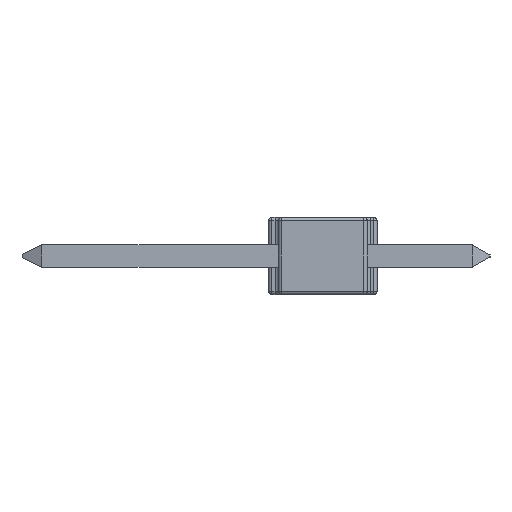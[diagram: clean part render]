
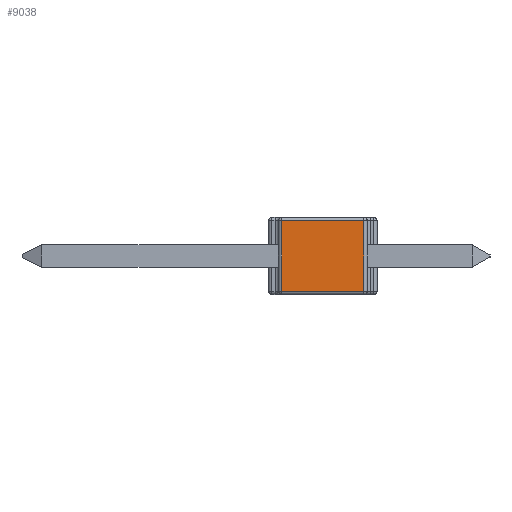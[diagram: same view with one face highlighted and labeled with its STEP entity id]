
A CAD part, left-side view. The second image highlights one B-rep face of the part: STEP entity #9038.
In plain terms, the highlighted planar face has unit normal (-1, 0, 0).
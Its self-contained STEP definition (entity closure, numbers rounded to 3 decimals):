
#427 = CARTESIAN_POINT ( 'NONE',  ( -24.005, -2.6, 1.07 ) ) ;
#553 = CARTESIAN_POINT ( 'NONE',  ( -24.005, -2.6, 1.17 ) ) ;
#703 = PLANE ( 'NONE',  #17083 ) ;
#1672 = EDGE_CURVE ( 'NONE', #8407, #13648, #16713, .T. ) ;
#2163 = DIRECTION ( 'NONE',  ( -1., 0., 0. ) ) ;
#2649 = ORIENTED_EDGE ( 'NONE', *, *, #1672, .T. ) ;
#2933 = DIRECTION ( 'NONE',  ( 0., -1., 0. ) ) ;
#3027 = LINE ( 'NONE', #15374, #19460 ) ;
#4094 = CARTESIAN_POINT ( 'NONE',  ( -24.005, -0.1, -1.17 ) ) ;
#4493 = VECTOR ( 'NONE', #13615, 1000. ) ;
#5763 = CARTESIAN_POINT ( 'NONE',  ( -24.005, -0.1, -1.07 ) ) ;
#5826 = DIRECTION ( 'NONE',  ( 0., 1., 0. ) ) ;
#6839 = ORIENTED_EDGE ( 'NONE', *, *, #8620, .T. ) ;
#7157 = EDGE_CURVE ( 'NONE', #13648, #13905, #9551, .T. ) ;
#8342 = CARTESIAN_POINT ( 'NONE',  ( -24.005, -0.1, 1.07 ) ) ;
#8407 = VERTEX_POINT ( 'NONE', #8342 ) ;
#8620 = EDGE_CURVE ( 'NONE', #15546, #8407, #3027, .T. ) ;
#9038 = ADVANCED_FACE ( 'NONE', ( #20188 ), #703, .T. ) ;
#9073 = VECTOR ( 'NONE', #2933, 1000. ) ;
#9551 = LINE ( 'NONE', #11120, #9073 ) ;
#10598 = VECTOR ( 'NONE', #14948, 1000. ) ;
#11120 = CARTESIAN_POINT ( 'NONE',  ( -24.005, -2.7, -1.07 ) ) ;
#11710 = CARTESIAN_POINT ( 'NONE',  ( -24.005, -2.7, -1.17 ) ) ;
#12994 = CARTESIAN_POINT ( 'NONE',  ( -24.005, -2.6, -1.07 ) ) ;
#13309 = DIRECTION ( 'NONE',  ( 0., 0., 1. ) ) ;
#13615 = DIRECTION ( 'NONE',  ( 0., 0., -1. ) ) ;
#13648 = VERTEX_POINT ( 'NONE', #5763 ) ;
#13905 = VERTEX_POINT ( 'NONE', #12994 ) ;
#14873 = LINE ( 'NONE', #553, #10598 ) ;
#14948 = DIRECTION ( 'NONE',  ( 0., 0., 1. ) ) ;
#15374 = CARTESIAN_POINT ( 'NONE',  ( -24.005, -2.7, 1.07 ) ) ;
#15546 = VERTEX_POINT ( 'NONE', #427 ) ;
#15573 = EDGE_CURVE ( 'NONE', #13905, #15546, #14873, .T. ) ;
#15912 = ORIENTED_EDGE ( 'NONE', *, *, #15573, .T. ) ;
#16713 = LINE ( 'NONE', #4094, #4493 ) ;
#17083 = AXIS2_PLACEMENT_3D ( 'NONE', #11710, #2163, #13309 ) ;
#17772 = EDGE_LOOP ( 'NONE', ( #20634, #15912, #6839, #2649 ) ) ;
#19460 = VECTOR ( 'NONE', #5826, 1000. ) ;
#20188 = FACE_OUTER_BOUND ( 'NONE', #17772, .T. ) ;
#20634 = ORIENTED_EDGE ( 'NONE', *, *, #7157, .T. ) ;
